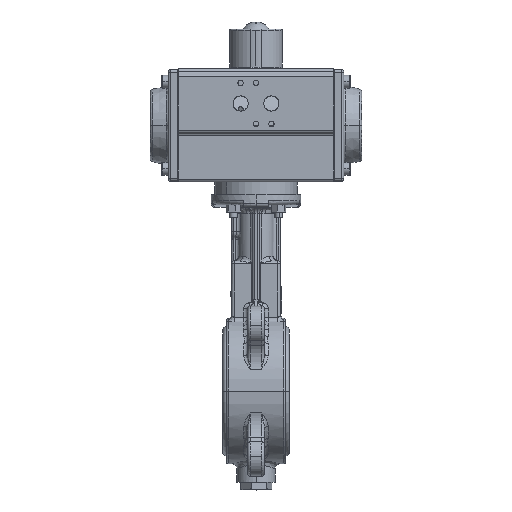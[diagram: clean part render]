
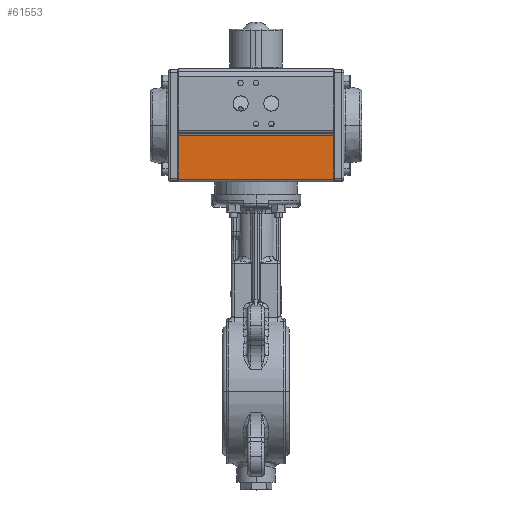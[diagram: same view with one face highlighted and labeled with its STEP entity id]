
A CAD part, top view. The second image highlights one B-rep face of the part: STEP entity #61553.
In plain terms, the highlighted planar face has unit normal (0, 0, -1).
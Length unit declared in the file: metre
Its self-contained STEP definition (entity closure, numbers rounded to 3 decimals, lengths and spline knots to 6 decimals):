
#37 = VECTOR ( 'NONE', #13948, 1. ) ;
#825 = EDGE_CURVE ( 'NONE', #37393, #81384, #53180, .T. ) ;
#9861 = ORIENTED_EDGE ( 'NONE', *, *, #49494, .T. ) ;
#10892 = DIRECTION ( 'NONE',  ( 0., 1., 0. ) ) ;
#11252 = VECTOR ( 'NONE', #21635, 1. ) ;
#13069 = LINE ( 'NONE', #47545, #11252 ) ;
#13948 = DIRECTION ( 'NONE',  ( -1., 0., 0. ) ) ;
#20422 = CARTESIAN_POINT ( 'NONE',  ( -0.06118, 0.098917, 0.291828 ) ) ;
#20860 = VERTEX_POINT ( 'NONE', #32034 ) ;
#21635 = DIRECTION ( 'NONE',  ( 0., -1., 0. ) ) ;
#29501 = CARTESIAN_POINT ( 'NONE',  ( 0.05982, 0.064917, 0.291828 ) ) ;
#31817 = LINE ( 'NONE', #71050, #38556 ) ;
#32034 = CARTESIAN_POINT ( 'NONE',  ( -0.06118, 0.098917, 0.291828 ) ) ;
#37393 = VERTEX_POINT ( 'NONE', #29501 ) ;
#38556 = VECTOR ( 'NONE', #52041, 1. ) ;
#39486 = EDGE_LOOP ( 'NONE', ( #9861, #40283, #68262, #65821 ) ) ;
#40283 = ORIENTED_EDGE ( 'NONE', *, *, #59147, .T. ) ;
#40464 = LINE ( 'NONE', #66753, #82225 ) ;
#46748 = FACE_OUTER_BOUND ( 'NONE', #39486, .T. ) ;
#47332 = DIRECTION ( 'NONE',  ( 0., 1., 0. ) ) ;
#47545 = CARTESIAN_POINT ( 'NONE',  ( 0.05982, 0.098917, 0.291828 ) ) ;
#49494 = EDGE_CURVE ( 'NONE', #20860, #55797, #31817, .T. ) ;
#51331 = CARTESIAN_POINT ( 'NONE',  ( 0.05982, 0.098917, 0.291828 ) ) ;
#52041 = DIRECTION ( 'NONE',  ( 1., 0., 0. ) ) ;
#53180 = LINE ( 'NONE', #73041, #37 ) ;
#55797 = VERTEX_POINT ( 'NONE', #51331 ) ;
#56471 = CARTESIAN_POINT ( 'NONE',  ( -0.06118, 0.064917, 0.291828 ) ) ;
#59147 = EDGE_CURVE ( 'NONE', #55797, #37393, #13069, .T. ) ;
#61553 = ADVANCED_FACE ( 'NONE', ( #46748 ), #79532, .T. ) ;
#65821 = ORIENTED_EDGE ( 'NONE', *, *, #77356, .T. ) ;
#66753 = CARTESIAN_POINT ( 'NONE',  ( -0.06118, 0.098917, 0.291828 ) ) ;
#68262 = ORIENTED_EDGE ( 'NONE', *, *, #825, .T. ) ;
#70483 = AXIS2_PLACEMENT_3D ( 'NONE', #20422, #73068, #10892 ) ;
#71050 = CARTESIAN_POINT ( 'NONE',  ( -0.06118, 0.098917, 0.291828 ) ) ;
#73041 = CARTESIAN_POINT ( 'NONE',  ( -0.06118, 0.064917, 0.291828 ) ) ;
#73068 = DIRECTION ( 'NONE',  ( 0., 0., -1. ) ) ;
#77356 = EDGE_CURVE ( 'NONE', #81384, #20860, #40464, .T. ) ;
#79532 = PLANE ( 'NONE',  #70483 ) ;
#81384 = VERTEX_POINT ( 'NONE', #56471 ) ;
#82225 = VECTOR ( 'NONE', #47332, 1. ) ;
